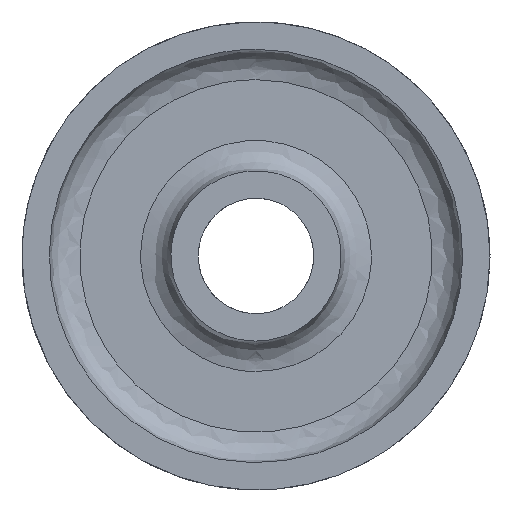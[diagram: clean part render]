
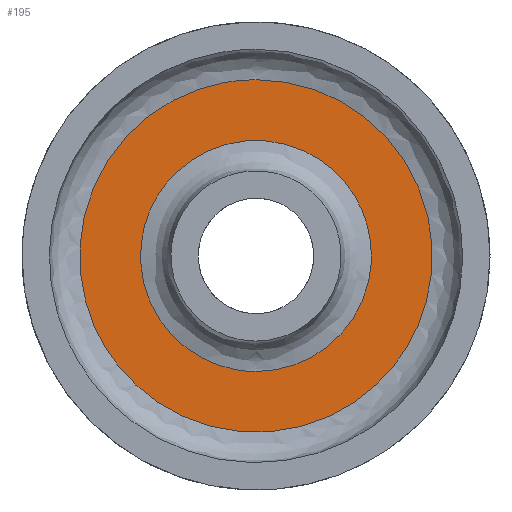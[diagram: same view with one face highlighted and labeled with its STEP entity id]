
A CAD part, front view. The second image highlights one B-rep face of the part: STEP entity #195.
In plain terms, the highlighted free-form (B-spline) face has degree [1, 1] with [2, 2] control points.
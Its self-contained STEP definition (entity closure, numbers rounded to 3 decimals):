
#140 = VERTEX_POINT('',#141);
#141 = CARTESIAN_POINT('',(0.,-10.065,
    -23.905));
#147 = EDGE_CURVE('',#140,#140,#148,.T.);
#148 = ( BOUNDED_CURVE() B_SPLINE_CURVE(2,(#149,#150,#151,#152,#153,#154
,#155),.UNSPECIFIED.,.T.,.F.) B_SPLINE_CURVE_WITH_KNOTS((3,2,2,3),(
    4.712,6.807,8.901,10.996),
.PIECEWISE_BEZIER_KNOTS.) CURVE() GEOMETRIC_REPRESENTATION_ITEM() 
RATIONAL_B_SPLINE_CURVE((1.,0.5,1.,0.5,1.,0.5,1.)) REPRESENTATION_ITEM(
  '') );
#149 = CARTESIAN_POINT('',(0.,-10.065,
    -23.905));
#150 = CARTESIAN_POINT('',(41.404,-10.065,
    -23.905));
#151 = CARTESIAN_POINT('',(20.702,-10.065,
    11.952));
#152 = CARTESIAN_POINT('',(0.,-10.065,
    47.809));
#153 = CARTESIAN_POINT('',(-20.702,-10.065,
    11.952));
#154 = CARTESIAN_POINT('',(-41.404,-10.065,
    -23.905));
#155 = CARTESIAN_POINT('',(0.,-10.065,
    -23.905));
#195 = ADVANCED_FACE('',(#196,#210),#213,.F.);
#196 = FACE_BOUND('',#197,.T.);
#197 = EDGE_LOOP('',(#198));
#198 = ORIENTED_EDGE('',*,*,#199,.F.);
#199 = EDGE_CURVE('',#200,#200,#202,.T.);
#200 = VERTEX_POINT('',#201);
#201 = CARTESIAN_POINT('',(0.,-10.065,
    36.486));
#202 = ( BOUNDED_CURVE() B_SPLINE_CURVE(2,(#203,#204,#205,#206,#207,#208
,#209),.UNSPECIFIED.,.T.,.F.) B_SPLINE_CURVE_WITH_KNOTS((3,2,2,3),(
    4.712,6.807,8.901,10.996),
.PIECEWISE_BEZIER_KNOTS.) CURVE() GEOMETRIC_REPRESENTATION_ITEM() 
RATIONAL_B_SPLINE_CURVE((1.,0.5,1.,0.5,1.,0.5,1.)) REPRESENTATION_ITEM(
  '') );
#203 = CARTESIAN_POINT('',(0.,-10.065,
    36.486));
#204 = CARTESIAN_POINT('',(63.196,-10.065,
    36.486));
#205 = CARTESIAN_POINT('',(31.598,-10.065,
    -18.243));
#206 = CARTESIAN_POINT('',(0.,-10.065,
    -72.972));
#207 = CARTESIAN_POINT('',(-31.598,-10.065,
    -18.243));
#208 = CARTESIAN_POINT('',(-63.196,-10.065,
    36.486));
#209 = CARTESIAN_POINT('',(0.,-10.065,
    36.486));
#210 = FACE_BOUND('',#211,.T.);
#211 = EDGE_LOOP('',(#212));
#212 = ORIENTED_EDGE('',*,*,#147,.F.);
#213 = B_SPLINE_SURFACE_WITH_KNOTS('',1,1,(
    (#214,#215)
    ,(#216,#217
    )),.UNSPECIFIED.,.F.,.F.,.F.,(2,2),(2,2),(-29.,29.),(-29.,29.),
  .PIECEWISE_BEZIER_KNOTS.);
#214 = CARTESIAN_POINT('',(-36.486,-10.065,
    36.486));
#215 = CARTESIAN_POINT('',(-36.486,-10.065,
    -36.486));
#216 = CARTESIAN_POINT('',(36.486,-10.065,
    36.486));
#217 = CARTESIAN_POINT('',(36.486,-10.065,
    -36.486));
